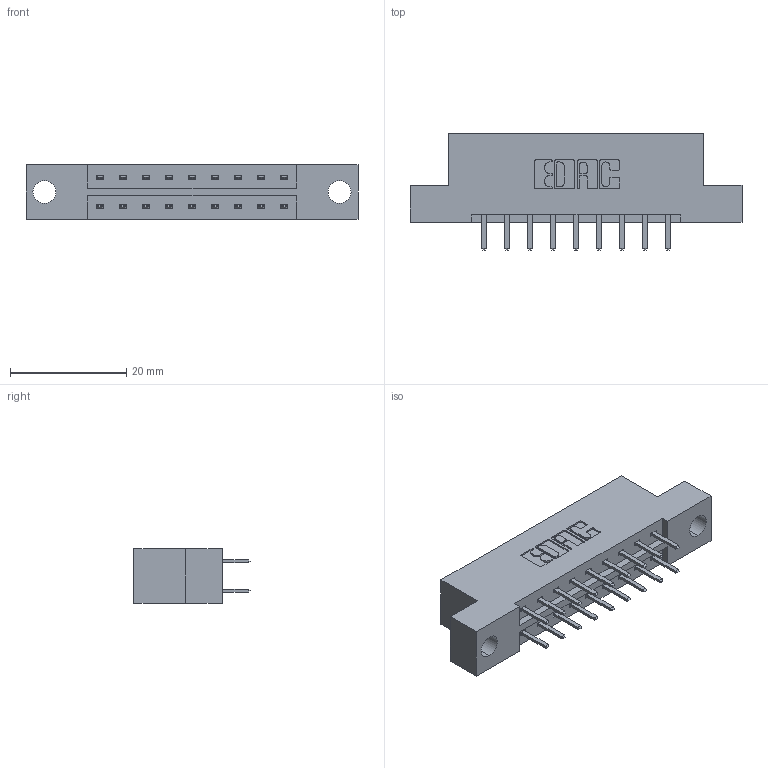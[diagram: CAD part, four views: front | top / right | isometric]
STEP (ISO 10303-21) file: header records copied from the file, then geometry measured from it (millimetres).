
FILE_DESCRIPTION (( 'STEP AP203' ), '1' );
FILE_NAME ('333-018-520-204.STEP', '2019-08-09T12:40:48', ( '' ), ( '' ), 'SwSTEP 2.0', 'SolidWorks 2016', '' );
FILE_SCHEMA (( 'CONFIG_CONTROL_DESIGN' ));
Length unit declared in the file: inch
Products named in the file (3): 333-018-520-204; 333 Part_Flush - .156 Dia - TH; 345-292-001_345-293-120
Assembly tree (19 placements, depth 2):
  333-018-520-204
    333 Part_Flush - .156 Dia - TH
    345-292-001_345-293-120  x18
Bounding box: 57.2 x 20.02 x 9.4 mm (x, y, z)
Volume: 5435.5 mm3; surface area: 5850 mm2
Topology: 19 solids, 19 shells, 1122 faces, 3245 edges, 2114 vertices
Faces by surface type: plane 754, cylinder 368
Entity records: 10175 total; most frequent: CARTESIAN_POINT 1738, ORIENTED_EDGE 1662, DIRECTION 1531, EDGE_CURVE 831, VECTOR 699, LINE 699, VERTEX_POINT 550, AXIS2_PLACEMENT_3D 416
